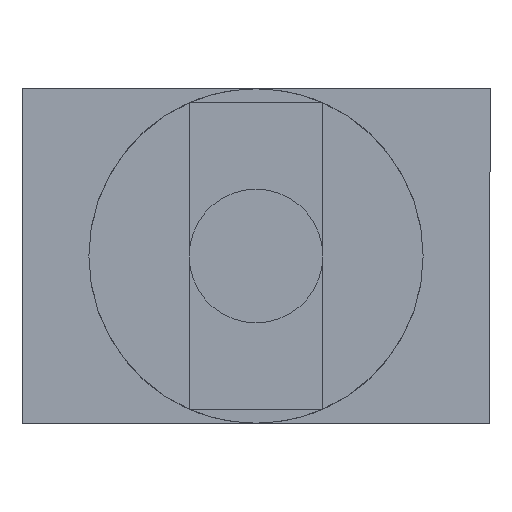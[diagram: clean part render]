
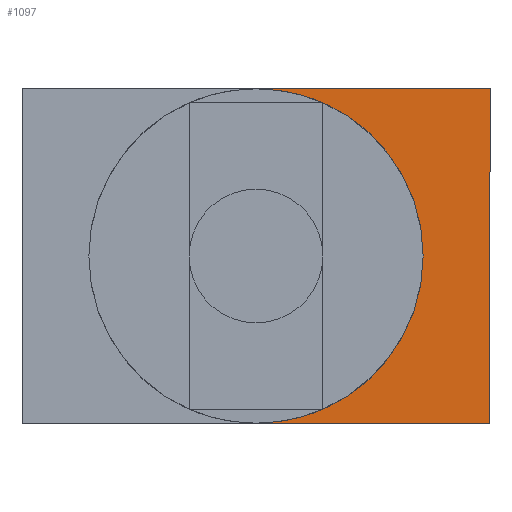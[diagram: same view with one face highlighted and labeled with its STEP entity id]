
A CAD part, front view. The second image highlights one B-rep face of the part: STEP entity #1097.
In plain terms, the highlighted planar face has unit normal (0, -1, 0).
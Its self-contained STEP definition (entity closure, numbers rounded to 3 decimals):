
#2 = EDGE_CURVE ( 'NONE', #906, #668, #897, .T. ) ;
#6 = EDGE_LOOP ( 'NONE', ( #998, #793, #811, #990 ) ) ;
#36 = VECTOR ( 'NONE', #1099, 1000. ) ;
#54 = CARTESIAN_POINT ( 'NONE',  ( 0., -40., -25. ) ) ;
#61 = VECTOR ( 'NONE', #871, 1000. ) ;
#178 = DIRECTION ( 'NONE',  ( 0., 1., 0. ) ) ;
#251 = CARTESIAN_POINT ( 'NONE',  ( 0., -40., 25. ) ) ;
#322 = DIRECTION ( 'NONE',  ( 0., 0., -1. ) ) ;
#370 = CARTESIAN_POINT ( 'NONE',  ( 0., -40., -25. ) ) ;
#373 = AXIS2_PLACEMENT_3D ( 'NONE', #526, #178, #895 ) ;
#435 = DIRECTION ( 'NONE',  ( 0., -1., 0. ) ) ;
#441 = VECTOR ( 'NONE', #627, 1000. ) ;
#457 = CARTESIAN_POINT ( 'NONE',  ( -35., -40., -25. ) ) ;
#463 = EDGE_CURVE ( 'NONE', #575, #906, #966, .T. ) ;
#473 = LINE ( 'NONE', #54, #36 ) ;
#526 = CARTESIAN_POINT ( 'NONE',  ( -35., -40., 0. ) ) ;
#575 = VERTEX_POINT ( 'NONE', #457 ) ;
#589 = AXIS2_PLACEMENT_3D ( 'NONE', #950, #435, #322 ) ;
#598 = CARTESIAN_POINT ( 'NONE',  ( -70., -40., -25. ) ) ;
#627 = DIRECTION ( 'NONE',  ( 1., 0., 0. ) ) ;
#663 = EDGE_CURVE ( 'NONE', #876, #575, #967, .T. ) ;
#668 = VERTEX_POINT ( 'NONE', #251 ) ;
#791 = PLANE ( 'NONE',  #373 ) ;
#793 = ORIENTED_EDGE ( 'NONE', *, *, #663, .F. ) ;
#801 = FACE_OUTER_BOUND ( 'NONE', #6, .T. ) ;
#811 = ORIENTED_EDGE ( 'NONE', *, *, #954, .F. ) ;
#826 = CARTESIAN_POINT ( 'NONE',  ( -35., -40., 25. ) ) ;
#871 = DIRECTION ( 'NONE',  ( -1., 0., 0. ) ) ;
#876 = VERTEX_POINT ( 'NONE', #370 ) ;
#895 = DIRECTION ( 'NONE',  ( 0., 0., 1. ) ) ;
#897 = LINE ( 'NONE', #1075, #441 ) ;
#906 = VERTEX_POINT ( 'NONE', #826 ) ;
#950 = CARTESIAN_POINT ( 'NONE',  ( -35., -40., 0. ) ) ;
#954 = EDGE_CURVE ( 'NONE', #668, #876, #473, .T. ) ;
#966 = CIRCLE ( 'NONE', #589, 25. ) ;
#967 = LINE ( 'NONE', #598, #61 ) ;
#990 = ORIENTED_EDGE ( 'NONE', *, *, #2, .F. ) ;
#998 = ORIENTED_EDGE ( 'NONE', *, *, #463, .F. ) ;
#1075 = CARTESIAN_POINT ( 'NONE',  ( -70., -40., 25. ) ) ;
#1097 = ADVANCED_FACE ( 'NONE', ( #801 ), #791, .F. ) ;
#1099 = DIRECTION ( 'NONE',  ( 0., 0., -1. ) ) ;
